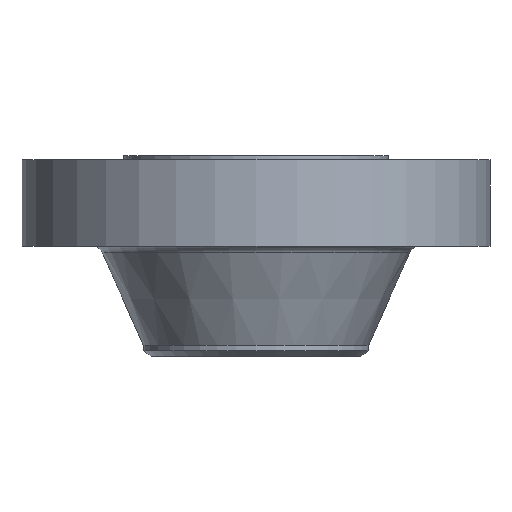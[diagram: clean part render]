
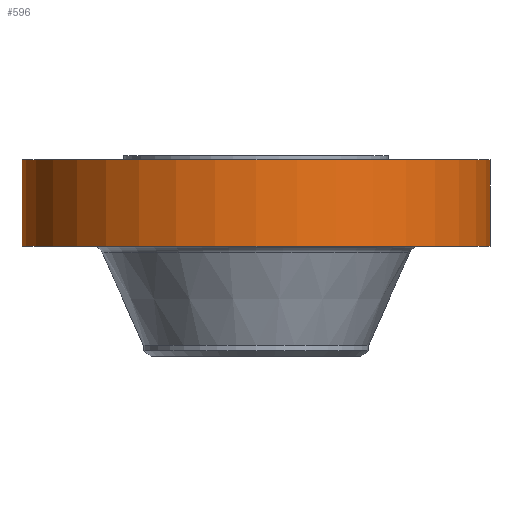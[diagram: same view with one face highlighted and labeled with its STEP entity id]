
A CAD part, front view. The second image highlights one B-rep face of the part: STEP entity #596.
In plain terms, the highlighted cylindrical face has radius 336.55 mm (diameter 673.1 mm), a partial arc.
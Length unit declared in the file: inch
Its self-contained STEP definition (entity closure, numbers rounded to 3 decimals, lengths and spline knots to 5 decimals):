
#83 = LINE ( 'NONE', #752, #1197 ) ;
#103 = CARTESIAN_POINT ( 'NONE',  ( 13.25, 0., 0. ) ) ;
#109 = DIRECTION ( 'NONE',  ( 1., 0., 0. ) ) ;
#131 = CARTESIAN_POINT ( 'NONE',  ( 13.25, 0., -0.25 ) ) ;
#203 = CIRCLE ( 'NONE', #1595, 13.25 ) ;
#255 = VERTEX_POINT ( 'NONE', #131 ) ;
#257 = CARTESIAN_POINT ( 'NONE',  ( -13.25, 0., -0.25 ) ) ;
#336 = VERTEX_POINT ( 'NONE', #1554 ) ;
#363 = DIRECTION ( 'NONE',  ( 1., 0., 0. ) ) ;
#371 = DIRECTION ( 'NONE',  ( 0., 0., 1. ) ) ;
#424 = CARTESIAN_POINT ( 'NONE',  ( 0., 0., -0.25 ) ) ;
#428 = ORIENTED_EDGE ( 'NONE', *, *, #512, .T. ) ;
#437 = DIRECTION ( 'NONE',  ( 0., 0., 1. ) ) ;
#468 = CIRCLE ( 'NONE', #1657, 13.25 ) ;
#508 = DIRECTION ( 'NONE',  ( 0., 0., 1. ) ) ;
#512 = EDGE_CURVE ( 'NONE', #1628, #336, #203, .T. ) ;
#561 = CARTESIAN_POINT ( 'NONE',  ( -13.25, 0., -5.125 ) ) ;
#578 = VERTEX_POINT ( 'NONE', #257 ) ;
#583 = VECTOR ( 'NONE', #508, 39.37008 ) ;
#596 = ADVANCED_FACE ( 'NONE', ( #1719 ), #1037, .T. ) ;
#663 = ORIENTED_EDGE ( 'NONE', *, *, #931, .F. ) ;
#697 = ORIENTED_EDGE ( 'NONE', *, *, #1536, .T. ) ;
#752 = CARTESIAN_POINT ( 'NONE',  ( -13.25, 0., 0. ) ) ;
#771 = EDGE_LOOP ( 'NONE', ( #663, #428, #697, #1229 ) ) ;
#931 = EDGE_CURVE ( 'NONE', #1628, #578, #83, .T. ) ;
#991 = DIRECTION ( 'NONE',  ( 1., 0., 0. ) ) ;
#1037 = CYLINDRICAL_SURFACE ( 'NONE', #1308, 13.25 ) ;
#1197 = VECTOR ( 'NONE', #1559, 39.37008 ) ;
#1229 = ORIENTED_EDGE ( 'NONE', *, *, #1698, .F. ) ;
#1308 = AXIS2_PLACEMENT_3D ( 'NONE', #1587, #371, #109 ) ;
#1325 = DIRECTION ( 'NONE',  ( 0., 0., 1. ) ) ;
#1444 = LINE ( 'NONE', #103, #583 ) ;
#1454 = CARTESIAN_POINT ( 'NONE',  ( 0., 0., -5.125 ) ) ;
#1536 = EDGE_CURVE ( 'NONE', #336, #255, #1444, .T. ) ;
#1554 = CARTESIAN_POINT ( 'NONE',  ( 13.25, 0., -5.125 ) ) ;
#1559 = DIRECTION ( 'NONE',  ( 0., 0., 1. ) ) ;
#1587 = CARTESIAN_POINT ( 'NONE',  ( 0., 0., 0. ) ) ;
#1595 = AXIS2_PLACEMENT_3D ( 'NONE', #1454, #1325, #363 ) ;
#1628 = VERTEX_POINT ( 'NONE', #561 ) ;
#1657 = AXIS2_PLACEMENT_3D ( 'NONE', #424, #437, #991 ) ;
#1698 = EDGE_CURVE ( 'NONE', #578, #255, #468, .T. ) ;
#1719 = FACE_OUTER_BOUND ( 'NONE', #771, .T. ) ;
